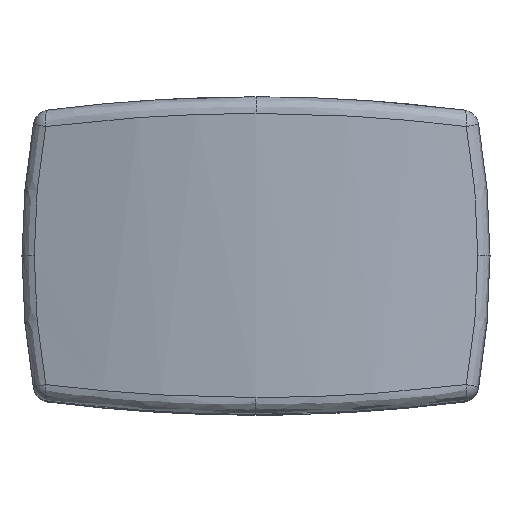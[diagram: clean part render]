
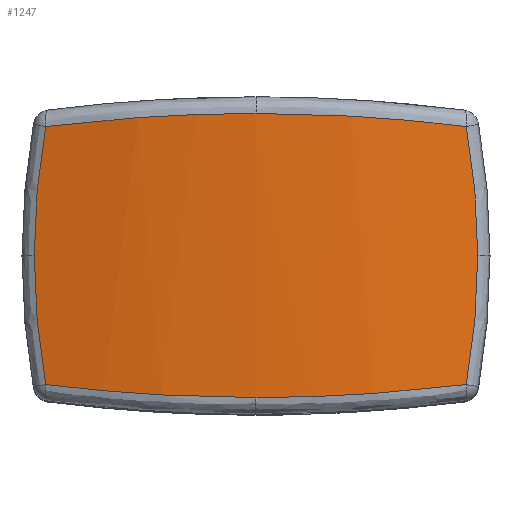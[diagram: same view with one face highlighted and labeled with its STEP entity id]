
A CAD part, top view. The second image highlights one B-rep face of the part: STEP entity #1247.
In plain terms, the highlighted cylindrical face has radius 5 mm (diameter 10 mm), a partial arc.
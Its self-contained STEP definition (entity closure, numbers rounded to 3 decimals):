
#193=CYLINDRICAL_SURFACE('',#1417,5.);
#234=B_SPLINE_CURVE_WITH_KNOTS('',3,(#2402,#2403,#2404,#2405),
 .UNSPECIFIED.,.F.,.F.,(4,4),(0.029,0.106),
 .UNSPECIFIED.);
#237=B_SPLINE_CURVE_WITH_KNOTS('',3,(#2436,#2437,#2438,#2439),
 .UNSPECIFIED.,.F.,.F.,(4,4),(0.,0.078),
 .UNSPECIFIED.);
#242=B_SPLINE_CURVE_WITH_KNOTS('',3,(#2547,#2548,#2549,#2550),
 .UNSPECIFIED.,.F.,.F.,(4,4),(0.029,0.106),
 .UNSPECIFIED.);
#245=B_SPLINE_CURVE_WITH_KNOTS('',3,(#2581,#2582,#2583,#2584),
 .UNSPECIFIED.,.F.,.F.,(4,4),(0.,0.078),
 .UNSPECIFIED.);
#246=B_SPLINE_CURVE_WITH_KNOTS('',3,(#2606,#2607,#2608,#2609),
 .UNSPECIFIED.,.F.,.F.,(4,4),(0.048,0.173),
 .UNSPECIFIED.);
#249=B_SPLINE_CURVE_WITH_KNOTS('',3,(#2640,#2641,#2642,#2643),
 .UNSPECIFIED.,.F.,.F.,(4,4),(0.,0.125),
 .UNSPECIFIED.);
#262=B_SPLINE_CURVE_WITH_KNOTS('',3,(#2852,#2853,#2854,#2855),
 .UNSPECIFIED.,.F.,.F.,(4,4),(0.048,0.173),
 .UNSPECIFIED.);
#265=B_SPLINE_CURVE_WITH_KNOTS('',3,(#2886,#2887,#2888,#2889),
 .UNSPECIFIED.,.F.,.F.,(4,4),(0.,0.125),
 .UNSPECIFIED.);
#344=FACE_OUTER_BOUND('',#436,.T.);
#436=EDGE_LOOP('',(#1100,#1101,#1102,#1103,#1104,#1105,#1106,#1107));
#573=VERTEX_POINT('',#2351);
#579=VERTEX_POINT('',#2368);
#582=VERTEX_POINT('',#2375);
#585=VERTEX_POINT('',#2401);
#597=VERTEX_POINT('',#2523);
#598=VERTEX_POINT('',#2546);
#600=VERTEX_POINT('',#2605);
#611=VERTEX_POINT('',#2851);
#724=EDGE_CURVE('',#582,#585,#234,.T.);
#728=EDGE_CURVE('',#585,#573,#237,.T.);
#747=EDGE_CURVE('',#579,#598,#242,.T.);
#751=EDGE_CURVE('',#598,#597,#245,.T.);
#752=EDGE_CURVE('',#597,#600,#246,.T.);
#756=EDGE_CURVE('',#600,#582,#249,.T.);
#777=EDGE_CURVE('',#573,#611,#262,.T.);
#781=EDGE_CURVE('',#611,#579,#265,.T.);
#1100=ORIENTED_EDGE('',*,*,#747,.F.);
#1101=ORIENTED_EDGE('',*,*,#781,.F.);
#1102=ORIENTED_EDGE('',*,*,#777,.F.);
#1103=ORIENTED_EDGE('',*,*,#728,.F.);
#1104=ORIENTED_EDGE('',*,*,#724,.F.);
#1105=ORIENTED_EDGE('',*,*,#756,.F.);
#1106=ORIENTED_EDGE('',*,*,#752,.F.);
#1107=ORIENTED_EDGE('',*,*,#751,.F.);
#1247=ADVANCED_FACE('',(#344),#193,.T.);
#1417=AXIS2_PLACEMENT_3D('',#2899,#1696,#1697);
#1696=DIRECTION('center_axis',(0.,-1.,0.));
#1697=DIRECTION('ref_axis',(0.,0.,-1.));
#2351=CARTESIAN_POINT('',(1.258,-0.772,0.239));
#2368=CARTESIAN_POINT('',(-1.258,-0.772,0.239));
#2375=CARTESIAN_POINT('',(1.258,0.772,0.239));
#2401=CARTESIAN_POINT('',(1.327,0.,0.221));
#2402=CARTESIAN_POINT('Ctrl Pts',(1.258,0.772,0.239));
#2403=CARTESIAN_POINT('Ctrl Pts',(1.304,0.517,0.227));
#2404=CARTESIAN_POINT('Ctrl Pts',(1.327,0.259,0.221));
#2405=CARTESIAN_POINT('Ctrl Pts',(1.327,0.,
0.221));
#2436=CARTESIAN_POINT('Ctrl Pts',(1.327,0.,
0.221));
#2437=CARTESIAN_POINT('Ctrl Pts',(1.327,-0.259,0.221));
#2438=CARTESIAN_POINT('Ctrl Pts',(1.304,-0.517,0.227));
#2439=CARTESIAN_POINT('Ctrl Pts',(1.258,-0.772,0.239));
#2523=CARTESIAN_POINT('',(-1.258,0.772,0.239));
#2546=CARTESIAN_POINT('',(-1.327,0.,0.221));
#2547=CARTESIAN_POINT('Ctrl Pts',(-1.258,-0.772,
0.239));
#2548=CARTESIAN_POINT('Ctrl Pts',(-1.304,-0.517,
0.227));
#2549=CARTESIAN_POINT('Ctrl Pts',(-1.327,-0.259,0.221));
#2550=CARTESIAN_POINT('Ctrl Pts',(-1.327,0.,
0.221));
#2581=CARTESIAN_POINT('Ctrl Pts',(-1.327,0.,
0.221));
#2582=CARTESIAN_POINT('Ctrl Pts',(-1.327,0.259,0.221));
#2583=CARTESIAN_POINT('Ctrl Pts',(-1.304,0.517,0.227));
#2584=CARTESIAN_POINT('Ctrl Pts',(-1.258,0.772,0.239));
#2605=CARTESIAN_POINT('',(0.,0.85,0.4));
#2606=CARTESIAN_POINT('Ctrl Pts',(-1.258,0.772,0.239));
#2607=CARTESIAN_POINT('Ctrl Pts',(-0.85,0.823,
0.345));
#2608=CARTESIAN_POINT('Ctrl Pts',(-0.425,0.85,
0.4));
#2609=CARTESIAN_POINT('Ctrl Pts',(0.,0.85,
0.4));
#2640=CARTESIAN_POINT('Ctrl Pts',(0.,0.85,
0.4));
#2641=CARTESIAN_POINT('Ctrl Pts',(0.425,0.85,0.4));
#2642=CARTESIAN_POINT('Ctrl Pts',(0.85,0.823,0.345));
#2643=CARTESIAN_POINT('Ctrl Pts',(1.258,0.772,0.239));
#2851=CARTESIAN_POINT('',(0.,-0.85,0.4));
#2852=CARTESIAN_POINT('Ctrl Pts',(1.258,-0.772,0.239));
#2853=CARTESIAN_POINT('Ctrl Pts',(0.85,-0.823,0.345));
#2854=CARTESIAN_POINT('Ctrl Pts',(0.425,-0.85,
0.4));
#2855=CARTESIAN_POINT('Ctrl Pts',(0.,-0.85,
0.4));
#2886=CARTESIAN_POINT('Ctrl Pts',(0.,-0.85,
0.4));
#2887=CARTESIAN_POINT('Ctrl Pts',(-0.425,-0.85,
0.4));
#2888=CARTESIAN_POINT('Ctrl Pts',(-0.85,-0.823,
0.345));
#2889=CARTESIAN_POINT('Ctrl Pts',(-1.258,-0.772,
0.239));
#2899=CARTESIAN_POINT('Origin',(0.,0.,-4.6));
